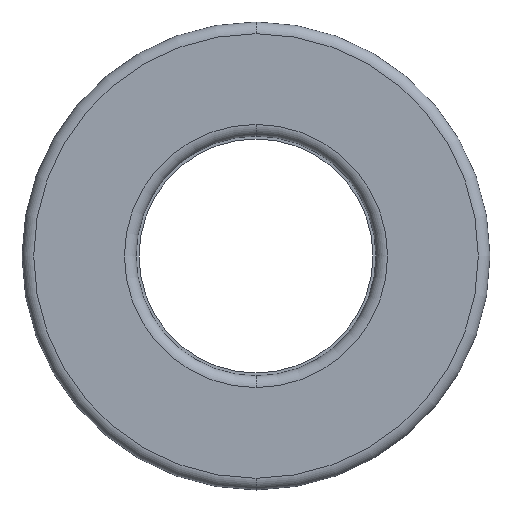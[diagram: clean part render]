
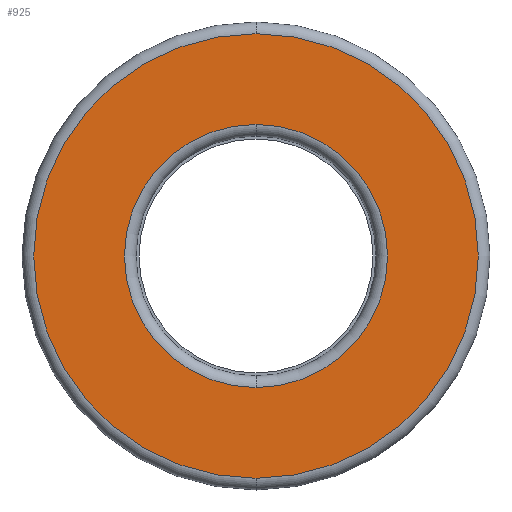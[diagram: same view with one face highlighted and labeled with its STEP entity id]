
A CAD part, front view. The second image highlights one B-rep face of the part: STEP entity #925.
In plain terms, the highlighted planar face has unit normal (0, -1, 0).
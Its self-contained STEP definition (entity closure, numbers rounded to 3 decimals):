
#55 = VERTEX_POINT ( 'NONE', #1060 ) ;
#74 = CIRCLE ( 'NONE', #304, 4.5 ) ;
#96 = ORIENTED_EDGE ( 'NONE', *, *, #799, .T. ) ;
#159 = DIRECTION ( 'NONE',  ( 0., -1., 0. ) ) ;
#194 = CIRCLE ( 'NONE', #708, 4.5 ) ;
#217 = DIRECTION ( 'NONE',  ( 0., 0., -1. ) ) ;
#253 = CARTESIAN_POINT ( 'NONE',  ( 0., -2.5, 7.6 ) ) ;
#269 = DIRECTION ( 'NONE',  ( 0., 0., -1. ) ) ;
#270 = CIRCLE ( 'NONE', #471, 7.6 ) ;
#283 = DIRECTION ( 'NONE',  ( 0., 0., 1. ) ) ;
#304 = AXIS2_PLACEMENT_3D ( 'NONE', #1400, #159, #1088 ) ;
#340 = ORIENTED_EDGE ( 'NONE', *, *, #740, .F. ) ;
#358 = CIRCLE ( 'NONE', #1413, 7.6 ) ;
#426 = DIRECTION ( 'NONE',  ( 0., 1., 0. ) ) ;
#452 = CARTESIAN_POINT ( 'NONE',  ( 0., -2.5, -4.5 ) ) ;
#471 = AXIS2_PLACEMENT_3D ( 'NONE', #939, #547, #269 ) ;
#512 = EDGE_LOOP ( 'NONE', ( #96, #1557 ) ) ;
#547 = DIRECTION ( 'NONE',  ( 0., -1., 0. ) ) ;
#616 = CARTESIAN_POINT ( 'NONE',  ( 0., -2.5, 0. ) ) ;
#652 = VERTEX_POINT ( 'NONE', #1705 ) ;
#708 = AXIS2_PLACEMENT_3D ( 'NONE', #1434, #1446, #217 ) ;
#726 = CARTESIAN_POINT ( 'NONE',  ( 0., -2.5, 4.5 ) ) ;
#740 = EDGE_CURVE ( 'NONE', #1729, #1080, #194, .T. ) ;
#799 = EDGE_CURVE ( 'NONE', #55, #652, #270, .T. ) ;
#925 = ADVANCED_FACE ( 'NONE', ( #1210, #1250 ), #1221, .F. ) ;
#939 = CARTESIAN_POINT ( 'NONE',  ( 0., -2.5, 0. ) ) ;
#1060 = CARTESIAN_POINT ( 'NONE',  ( 0., -2.5, -7.6 ) ) ;
#1076 = EDGE_CURVE ( 'NONE', #1080, #1729, #74, .T. ) ;
#1080 = VERTEX_POINT ( 'NONE', #726 ) ;
#1088 = DIRECTION ( 'NONE',  ( 0., 0., -1. ) ) ;
#1153 = DIRECTION ( 'NONE',  ( 0., -1., 0. ) ) ;
#1210 = FACE_BOUND ( 'NONE', #1660, .T. ) ;
#1221 = PLANE ( 'NONE',  #1718 ) ;
#1250 = FACE_OUTER_BOUND ( 'NONE', #512, .T. ) ;
#1400 = CARTESIAN_POINT ( 'NONE',  ( 0., -2.5, 0. ) ) ;
#1413 = AXIS2_PLACEMENT_3D ( 'NONE', #616, #1153, #1695 ) ;
#1434 = CARTESIAN_POINT ( 'NONE',  ( 0., -2.5, 0. ) ) ;
#1446 = DIRECTION ( 'NONE',  ( 0., -1., 0. ) ) ;
#1527 = ORIENTED_EDGE ( 'NONE', *, *, #1076, .F. ) ;
#1557 = ORIENTED_EDGE ( 'NONE', *, *, #1736, .T. ) ;
#1660 = EDGE_LOOP ( 'NONE', ( #340, #1527 ) ) ;
#1695 = DIRECTION ( 'NONE',  ( 0., 0., -1. ) ) ;
#1705 = CARTESIAN_POINT ( 'NONE',  ( 0., -2.5, 7.6 ) ) ;
#1718 = AXIS2_PLACEMENT_3D ( 'NONE', #253, #426, #283 ) ;
#1729 = VERTEX_POINT ( 'NONE', #452 ) ;
#1736 = EDGE_CURVE ( 'NONE', #652, #55, #358, .T. ) ;
